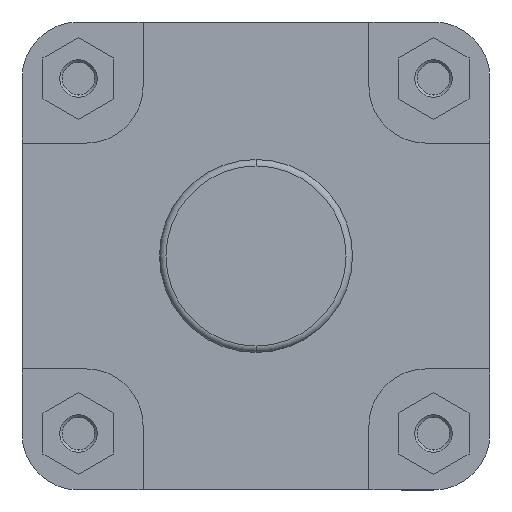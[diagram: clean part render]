
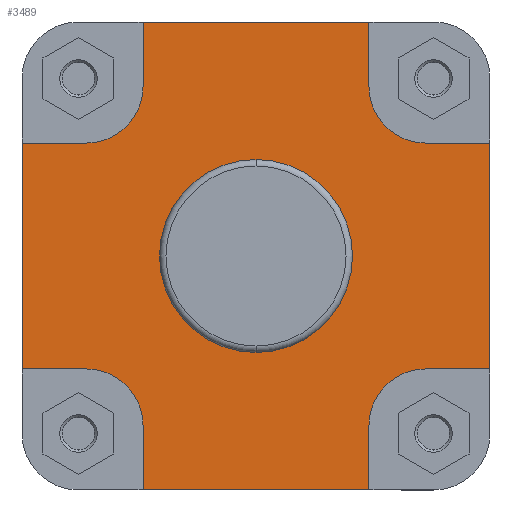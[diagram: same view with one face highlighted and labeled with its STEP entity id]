
A CAD part, left-side view. The second image highlights one B-rep face of the part: STEP entity #3489.
In plain terms, the highlighted planar face has unit normal (-1, 0, 0).
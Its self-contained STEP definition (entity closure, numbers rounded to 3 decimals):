
#89 = EDGE_LOOP ( 'NONE', ( #5806, #5836 ) ) ;
#124 = EDGE_LOOP ( 'NONE', ( #5837, #5850, #5851, #5852, #5803, #5838, #5843, #5813, #5814, #5812, #5846, #5834, #5835, #5912, #5903, #6006 ) ) ;
#923 = CIRCLE ( 'NONE', #3128, 29.9 ) ;
#952 = CIRCLE ( 'NONE', #3138, 29.9 ) ;
#1013 = VECTOR ( 'NONE', #1749, 1000. ) ;
#1020 = LINE ( 'NONE', #1742, #1013 ) ;
#1021 = CIRCLE ( 'NONE', #3150, 17.5 ) ;
#1026 = VECTOR ( 'NONE', #1768, 1000. ) ;
#1028 = LINE ( 'NONE', #1767, #1026 ) ;
#1035 = VECTOR ( 'NONE', #1773, 1000. ) ;
#1036 = LINE ( 'NONE', #1778, #1047 ) ;
#1039 = LINE ( 'NONE', #1772, #1042 ) ;
#1040 = LINE ( 'NONE', #1766, #1035 ) ;
#1041 = CIRCLE ( 'NONE', #3157, 17.5 ) ;
#1042 = VECTOR ( 'NONE', #1775, 1000. ) ;
#1043 = LINE ( 'NONE', #1776, #1044 ) ;
#1044 = VECTOR ( 'NONE', #1777, 1000. ) ;
#1046 = VECTOR ( 'NONE', #1787, 1000. ) ;
#1047 = VECTOR ( 'NONE', #1781, 1000. ) ;
#1048 = LINE ( 'NONE', #1786, #1046 ) ;
#1051 = VECTOR ( 'NONE', #1798, 1000. ) ;
#1056 = LINE ( 'NONE', #1797, #1051 ) ;
#1059 = LINE ( 'NONE', #1792, #1061 ) ;
#1061 = VECTOR ( 'NONE', #1800, 1000. ) ;
#1065 = LINE ( 'NONE', #1803, #1066 ) ;
#1066 = VECTOR ( 'NONE', #1804, 1000. ) ;
#1139 = LINE ( 'NONE', #1910, #1140 ) ;
#1140 = VECTOR ( 'NONE', #1911, 1000. ) ;
#1164 = LINE ( 'NONE', #1945, #1171 ) ;
#1171 = VECTOR ( 'NONE', #1949, 1000. ) ;
#1173 = CIRCLE ( 'NONE', #3178, 17.5 ) ;
#1196 = CIRCLE ( 'NONE', #3187, 17.5 ) ;
#1594 = CARTESIAN_POINT ( 'NONE',  ( 46., 0., 0. ) ) ;
#1595 = DIRECTION ( 'NONE',  ( -1., 0., 0. ) ) ;
#1596 = DIRECTION ( 'NONE',  ( 0., 0., 1. ) ) ;
#1644 = CARTESIAN_POINT ( 'NONE',  ( 46., 0., 0. ) ) ;
#1645 = DIRECTION ( 'NONE',  ( -1., 0., 0. ) ) ;
#1646 = DIRECTION ( 'NONE',  ( 0., 0., 1. ) ) ;
#1742 = CARTESIAN_POINT ( 'NONE',  ( 46., 72.5, 0. ) ) ;
#1745 = CARTESIAN_POINT ( 'NONE',  ( 46., 52.5, -52.5 ) ) ;
#1746 = DIRECTION ( 'NONE',  ( -1., 0., 0. ) ) ;
#1747 = DIRECTION ( 'NONE',  ( 0., 0., -1. ) ) ;
#1749 = DIRECTION ( 'NONE',  ( 0., 0., 1. ) ) ;
#1766 = CARTESIAN_POINT ( 'NONE',  ( 46., -159.641, -72.5 ) ) ;
#1767 = CARTESIAN_POINT ( 'NONE',  ( 46., 35., 52.5 ) ) ;
#1768 = DIRECTION ( 'NONE',  ( 0., 0., 1. ) ) ;
#1769 = CARTESIAN_POINT ( 'NONE',  ( 46., 52.5, 52.5 ) ) ;
#1770 = DIRECTION ( 'NONE',  ( -1., 0., 0. ) ) ;
#1771 = DIRECTION ( 'NONE',  ( 0., 0., -1. ) ) ;
#1772 = CARTESIAN_POINT ( 'NONE',  ( 46., -159.641, 72.5 ) ) ;
#1773 = DIRECTION ( 'NONE',  ( 0., -1., 0. ) ) ;
#1775 = DIRECTION ( 'NONE',  ( 0., -1., 0. ) ) ;
#1776 = CARTESIAN_POINT ( 'NONE',  ( 46., -72.5, -35. ) ) ;
#1777 = DIRECTION ( 'NONE',  ( 0., 1., 0. ) ) ;
#1778 = CARTESIAN_POINT ( 'NONE',  ( 46., -35., -52.5 ) ) ;
#1781 = DIRECTION ( 'NONE',  ( 0., 0., -1. ) ) ;
#1786 = CARTESIAN_POINT ( 'NONE',  ( 46., -72.5, 0. ) ) ;
#1787 = DIRECTION ( 'NONE',  ( 0., 0., 1. ) ) ;
#1792 = CARTESIAN_POINT ( 'NONE',  ( 46., 35., -72.5 ) ) ;
#1797 = CARTESIAN_POINT ( 'NONE',  ( 46., -35., 72.5 ) ) ;
#1798 = DIRECTION ( 'NONE',  ( 0., 0., -1. ) ) ;
#1800 = DIRECTION ( 'NONE',  ( 0., 0., 1. ) ) ;
#1803 = CARTESIAN_POINT ( 'NONE',  ( 46., -52.5, 35. ) ) ;
#1804 = DIRECTION ( 'NONE',  ( 0., -1., 0. ) ) ;
#1910 = CARTESIAN_POINT ( 'NONE',  ( 46., 52.5, -35. ) ) ;
#1911 = DIRECTION ( 'NONE',  ( 0., 1., 0. ) ) ;
#1945 = CARTESIAN_POINT ( 'NONE',  ( 46., 72.5, 35. ) ) ;
#1948 = CARTESIAN_POINT ( 'NONE',  ( 46., -52.5, 52.5 ) ) ;
#1949 = DIRECTION ( 'NONE',  ( 0., -1., 0. ) ) ;
#1951 = DIRECTION ( 'NONE',  ( -1., 0., 0. ) ) ;
#1952 = DIRECTION ( 'NONE',  ( 0., 0., -1. ) ) ;
#1973 = CARTESIAN_POINT ( 'NONE',  ( 46., -52.5, -52.5 ) ) ;
#1983 = DIRECTION ( 'NONE',  ( -1., 0., 0. ) ) ;
#1984 = DIRECTION ( 'NONE',  ( 0., 0., -1. ) ) ;
#2792 = EDGE_CURVE ( 'NONE', #6585, #6614, #923, .T. ) ;
#2812 = EDGE_CURVE ( 'NONE', #6614, #6585, #952, .T. ) ;
#2854 = EDGE_CURVE ( 'NONE', #6372, #6579, #1021, .T. ) ;
#2855 = EDGE_CURVE ( 'NONE', #6602, #6630, #1020, .T. ) ;
#2864 = EDGE_CURVE ( 'NONE', #6644, #6612, #1028, .T. ) ;
#2865 = EDGE_CURVE ( 'NONE', #6649, #6644, #1041, .T. ) ;
#2866 = EDGE_CURVE ( 'NONE', #6928, #6884, #1040, .T. ) ;
#2867 = EDGE_CURVE ( 'NONE', #6612, #6775, #1039, .T. ) ;
#2868 = EDGE_CURVE ( 'NONE', #6836, #6770, #1043, .T. ) ;
#2870 = EDGE_CURVE ( 'NONE', #6846, #6884, #1036, .T. ) ;
#2872 = EDGE_CURVE ( 'NONE', #6836, #6606, #1048, .T. ) ;
#2877 = EDGE_CURVE ( 'NONE', #6775, #6481, #1056, .T. ) ;
#2878 = EDGE_CURVE ( 'NONE', #6928, #6372, #1059, .T. ) ;
#2880 = EDGE_CURVE ( 'NONE', #6613, #6606, #1065, .T. ) ;
#2925 = EDGE_CURVE ( 'NONE', #6579, #6602, #1139, .T. ) ;
#2943 = EDGE_CURVE ( 'NONE', #6630, #6649, #1164, .T. ) ;
#2944 = EDGE_CURVE ( 'NONE', #6481, #6613, #1173, .T. ) ;
#2957 = EDGE_CURVE ( 'NONE', #6770, #6846, #1196, .T. ) ;
#3128 = AXIS2_PLACEMENT_3D ( 'NONE', #1594, #1595, #1596 ) ;
#3138 = AXIS2_PLACEMENT_3D ( 'NONE', #1644, #1645, #1646 ) ;
#3150 = AXIS2_PLACEMENT_3D ( 'NONE', #1745, #1746, #1747 ) ;
#3157 = AXIS2_PLACEMENT_3D ( 'NONE', #1769, #1770, #1771 ) ;
#3178 = AXIS2_PLACEMENT_3D ( 'NONE', #1948, #1951, #1952 ) ;
#3187 = AXIS2_PLACEMENT_3D ( 'NONE', #1973, #1983, #1984 ) ;
#3489 = ADVANCED_FACE ( 'NONE', ( #4019, #4012 ), #4872, .F. ) ;
#4012 = FACE_OUTER_BOUND ( 'NONE', #124, .T. ) ;
#4019 = FACE_BOUND ( 'NONE', #89, .T. ) ;
#4317 = AXIS2_PLACEMENT_3D ( 'NONE', #4861, #4873, #4874 ) ;
#4861 = CARTESIAN_POINT ( 'NONE',  ( 46., 29.9, 0. ) ) ;
#4872 = PLANE ( 'NONE',  #4317 ) ;
#4873 = DIRECTION ( 'NONE',  ( 1., 0., 0. ) ) ;
#4874 = DIRECTION ( 'NONE',  ( 0., 0., -1. ) ) ;
#5112 = CARTESIAN_POINT ( 'NONE',  ( 46., 35., -52.5 ) ) ;
#5170 = CARTESIAN_POINT ( 'NONE',  ( 46., -35., 52.5 ) ) ;
#5175 = CARTESIAN_POINT ( 'NONE',  ( 46., 52.5, -35. ) ) ;
#5177 = CARTESIAN_POINT ( 'NONE',  ( 46., 0., 29.9 ) ) ;
#5184 = CARTESIAN_POINT ( 'NONE',  ( 46., 72.5, -35. ) ) ;
#5187 = CARTESIAN_POINT ( 'NONE',  ( 46., -72.5, 35. ) ) ;
#5193 = CARTESIAN_POINT ( 'NONE',  ( 46., 35., 72.5 ) ) ;
#5194 = CARTESIAN_POINT ( 'NONE',  ( 46., -52.5, 35. ) ) ;
#5195 = CARTESIAN_POINT ( 'NONE',  ( 46., 0., -29.9 ) ) ;
#5208 = CARTESIAN_POINT ( 'NONE',  ( 46., 72.5, 35. ) ) ;
#5215 = CARTESIAN_POINT ( 'NONE',  ( 46., 35., 52.5 ) ) ;
#5219 = CARTESIAN_POINT ( 'NONE',  ( 46., 52.5, 35. ) ) ;
#5320 = CARTESIAN_POINT ( 'NONE',  ( 46., -52.5, -35. ) ) ;
#5325 = CARTESIAN_POINT ( 'NONE',  ( 46., -35., 72.5 ) ) ;
#5345 = CARTESIAN_POINT ( 'NONE',  ( 46., -72.5, -35. ) ) ;
#5346 = CARTESIAN_POINT ( 'NONE',  ( 46., -35., -52.5 ) ) ;
#5351 = CARTESIAN_POINT ( 'NONE',  ( 46., -35., -72.5 ) ) ;
#5371 = CARTESIAN_POINT ( 'NONE',  ( 46., 35., -72.5 ) ) ;
#5803 = ORIENTED_EDGE ( 'NONE', *, *, #2872, .T. ) ;
#5806 = ORIENTED_EDGE ( 'NONE', *, *, #2792, .F. ) ;
#5812 = ORIENTED_EDGE ( 'NONE', *, *, #2864, .F. ) ;
#5813 = ORIENTED_EDGE ( 'NONE', *, *, #2877, .F. ) ;
#5814 = ORIENTED_EDGE ( 'NONE', *, *, #2867, .F. ) ;
#5834 = ORIENTED_EDGE ( 'NONE', *, *, #2943, .F. ) ;
#5835 = ORIENTED_EDGE ( 'NONE', *, *, #2855, .F. ) ;
#5836 = ORIENTED_EDGE ( 'NONE', *, *, #2812, .F. ) ;
#5837 = ORIENTED_EDGE ( 'NONE', *, *, #2866, .T. ) ;
#5838 = ORIENTED_EDGE ( 'NONE', *, *, #2880, .F. ) ;
#5843 = ORIENTED_EDGE ( 'NONE', *, *, #2944, .F. ) ;
#5846 = ORIENTED_EDGE ( 'NONE', *, *, #2865, .F. ) ;
#5850 = ORIENTED_EDGE ( 'NONE', *, *, #2870, .F. ) ;
#5851 = ORIENTED_EDGE ( 'NONE', *, *, #2957, .F. ) ;
#5852 = ORIENTED_EDGE ( 'NONE', *, *, #2868, .F. ) ;
#5903 = ORIENTED_EDGE ( 'NONE', *, *, #2854, .F. ) ;
#5912 = ORIENTED_EDGE ( 'NONE', *, *, #2925, .F. ) ;
#6006 = ORIENTED_EDGE ( 'NONE', *, *, #2878, .F. ) ;
#6372 = VERTEX_POINT ( 'NONE', #5112 ) ;
#6481 = VERTEX_POINT ( 'NONE', #5170 ) ;
#6579 = VERTEX_POINT ( 'NONE', #5175 ) ;
#6585 = VERTEX_POINT ( 'NONE', #5177 ) ;
#6602 = VERTEX_POINT ( 'NONE', #5184 ) ;
#6606 = VERTEX_POINT ( 'NONE', #5187 ) ;
#6612 = VERTEX_POINT ( 'NONE', #5193 ) ;
#6613 = VERTEX_POINT ( 'NONE', #5194 ) ;
#6614 = VERTEX_POINT ( 'NONE', #5195 ) ;
#6630 = VERTEX_POINT ( 'NONE', #5208 ) ;
#6644 = VERTEX_POINT ( 'NONE', #5215 ) ;
#6649 = VERTEX_POINT ( 'NONE', #5219 ) ;
#6770 = VERTEX_POINT ( 'NONE', #5320 ) ;
#6775 = VERTEX_POINT ( 'NONE', #5325 ) ;
#6836 = VERTEX_POINT ( 'NONE', #5345 ) ;
#6846 = VERTEX_POINT ( 'NONE', #5346 ) ;
#6884 = VERTEX_POINT ( 'NONE', #5351 ) ;
#6928 = VERTEX_POINT ( 'NONE', #5371 ) ;
